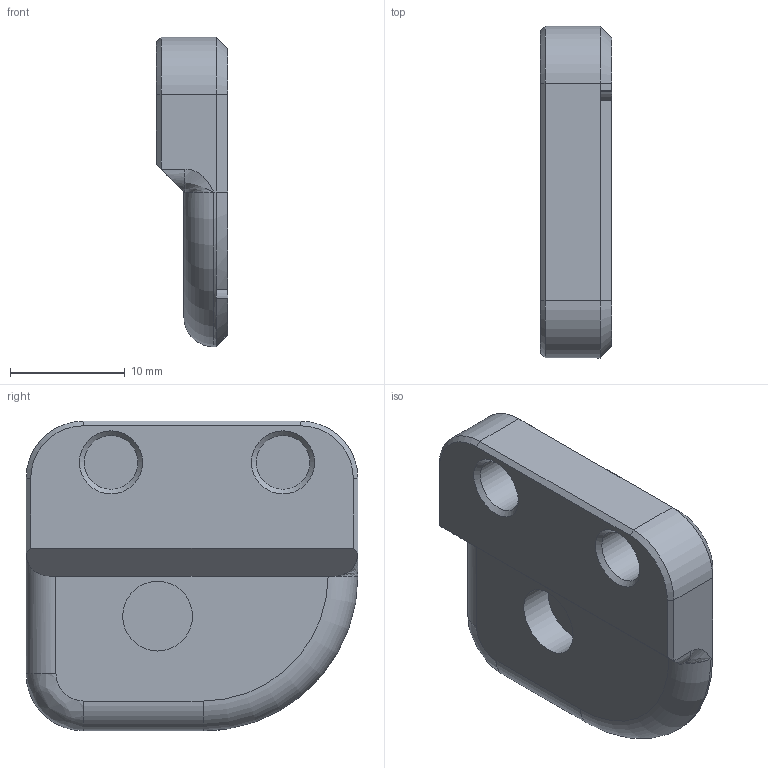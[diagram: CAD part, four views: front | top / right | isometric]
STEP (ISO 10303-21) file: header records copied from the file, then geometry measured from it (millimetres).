
FILE_DESCRIPTION(/* description */ (''),/* implementation_level */ '2;1');
FILE_NAME(/* name */ 'RandellDoor_Handle.stp',/* time_stamp */ '2021-10-17T13:42:21+02:00',/* author */ ('Mathias'),/* organization */ (''),/* preprocessor_version */ 'ST-DEVELOPER v18.1',/* originating_system */ 'Autodesk Inventor 2021',/* authorisation */ '');
FILE_SCHEMA (('AUTOMOTIVE_DESIGN { 1 0 10303 214 3 1 1 }'));
Length unit declared in the file: millimetre
Products named in the file (1): RandellDoor_Handle
Bounding box: 6.2 x 28.93 x 27 mm (x, y, z)
Volume: 3154.3 mm3; surface area: 2173.6 mm2
Topology: 1 solids, 1 shells, 71 faces, 169 edges, 103 vertices
Faces by surface type: plane 43, cylinder 15, cone 10, bspline 2, torus 1
Full cylindrical faces by diameter (mm): 4.7 x2, 6.08 x1
Entity records: 2139 total; most frequent: CARTESIAN_POINT 438, DIRECTION 353, ORIENTED_EDGE 336, EDGE_CURVE 168, AXIS2_PLACEMENT_3D 121, LINE 111, VECTOR 111, VERTEX_POINT 103
